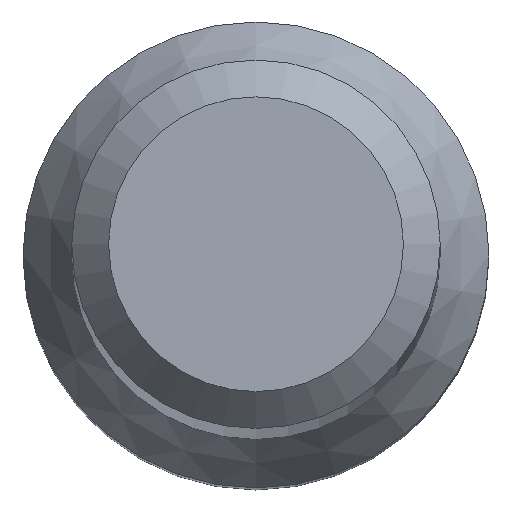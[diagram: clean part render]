
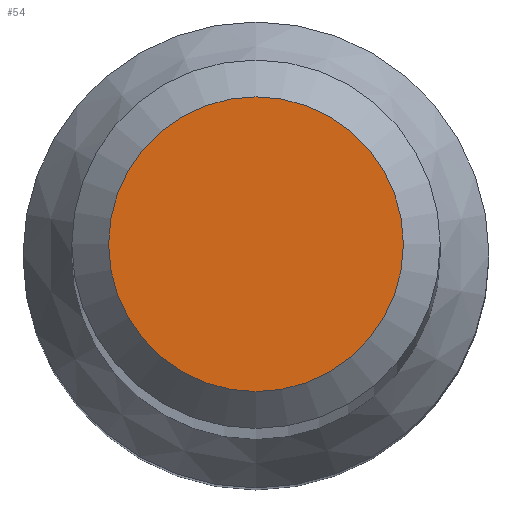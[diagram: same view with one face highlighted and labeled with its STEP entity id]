
A CAD part, top view. The second image highlights one B-rep face of the part: STEP entity #54.
In plain terms, the highlighted planar face has unit normal (0, 0, 1).
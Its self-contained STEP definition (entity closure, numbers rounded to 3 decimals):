
#15 = EDGE_CURVE ( 'NONE', #194, #194, #17, .T. ) ;
#17 = CIRCLE ( 'NONE', #229, 1.6 ) ;
#26 = CARTESIAN_POINT ( 'NONE',  ( 0., 0., 80. ) ) ;
#45 = EDGE_LOOP ( 'NONE', ( #128 ) ) ;
#54 = ADVANCED_FACE ( 'NONE', ( #141 ), #199, .T. ) ;
#58 = DIRECTION ( 'NONE',  ( 0., -1., 0. ) ) ;
#94 = CARTESIAN_POINT ( 'NONE',  ( 0., 1.6, 80. ) ) ;
#128 = ORIENTED_EDGE ( 'NONE', *, *, #15, .F. ) ;
#135 = DIRECTION ( 'NONE',  ( 0., 1., 0. ) ) ;
#141 = FACE_OUTER_BOUND ( 'NONE', #45, .T. ) ;
#166 = AXIS2_PLACEMENT_3D ( 'NONE', #203, #227, #58 ) ;
#171 = DIRECTION ( 'NONE',  ( 0., 0., -1. ) ) ;
#194 = VERTEX_POINT ( 'NONE', #94 ) ;
#199 = PLANE ( 'NONE',  #166 ) ;
#203 = CARTESIAN_POINT ( 'NONE',  ( 0., 0., 80. ) ) ;
#227 = DIRECTION ( 'NONE',  ( 0., 0., 1. ) ) ;
#229 = AXIS2_PLACEMENT_3D ( 'NONE', #26, #171, #135 ) ;
